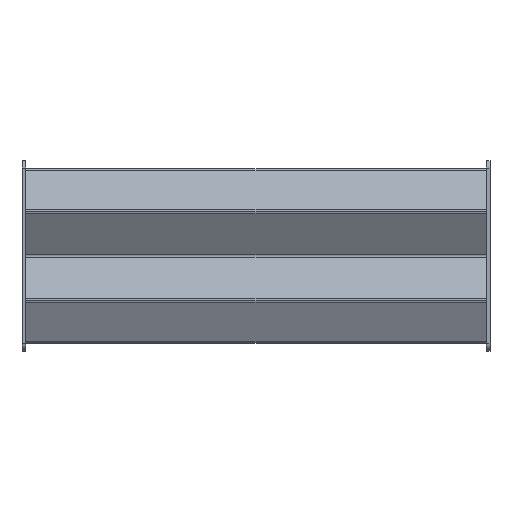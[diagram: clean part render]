
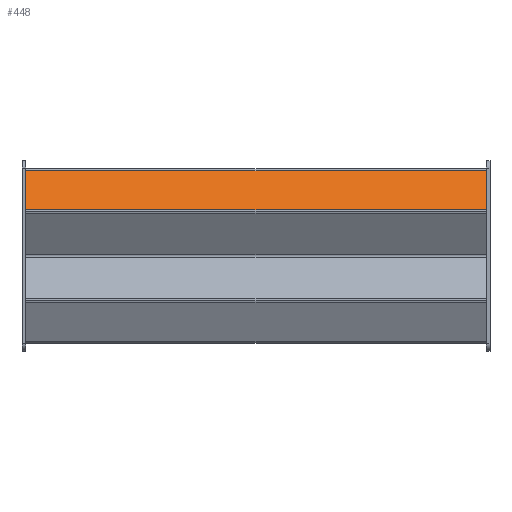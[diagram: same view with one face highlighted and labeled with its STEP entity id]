
A CAD part, top view. The second image highlights one B-rep face of the part: STEP entity #448.
In plain terms, the highlighted planar face has unit normal (0, 0.454, 0.891).
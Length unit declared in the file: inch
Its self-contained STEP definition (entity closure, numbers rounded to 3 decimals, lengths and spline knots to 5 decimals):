
#7 = VERTEX_POINT ( 'NONE', #1197 ) ;
#42 = DIRECTION ( 'NONE',  ( 0., -0.891, 0.454 ) ) ;
#111 = VERTEX_POINT ( 'NONE', #2287 ) ;
#147 = VERTEX_POINT ( 'NONE', #2114 ) ;
#172 = DIRECTION ( 'NONE',  ( 0., -0.891, 0.454 ) ) ;
#399 = ORIENTED_EDGE ( 'NONE', *, *, #1224, .F. ) ;
#424 = DIRECTION ( 'NONE',  ( -1., 0., 0. ) ) ;
#448 = ADVANCED_FACE ( 'NONE', ( #973 ), #1695, .F. ) ;
#509 = VECTOR ( 'NONE', #424, 39.37008 ) ;
#576 = CARTESIAN_POINT ( 'NONE',  ( 15.75, 5.81805, 0.54853 ) ) ;
#820 = CARTESIAN_POINT ( 'NONE',  ( 15.75, 5.96875, 0.47174 ) ) ;
#973 = FACE_OUTER_BOUND ( 'NONE', #1764, .T. ) ;
#978 = EDGE_CURVE ( 'NONE', #1236, #147, #1320, .T. ) ;
#991 = DIRECTION ( 'NONE',  ( 0., -0.454, -0.891 ) ) ;
#1004 = EDGE_CURVE ( 'NONE', #147, #111, #2245, .T. ) ;
#1157 = ORIENTED_EDGE ( 'NONE', *, *, #978, .T. ) ;
#1166 = DIRECTION ( 'NONE',  ( 0., 0.891, -0.454 ) ) ;
#1179 = ORIENTED_EDGE ( 'NONE', *, *, #1666, .F. ) ;
#1197 = CARTESIAN_POINT ( 'NONE',  ( 15.75, 3.17319, 1.89615 ) ) ;
#1224 = EDGE_CURVE ( 'NONE', #1236, #7, #1630, .T. ) ;
#1236 = VERTEX_POINT ( 'NONE', #576 ) ;
#1254 = VECTOR ( 'NONE', #42, 39.37008 ) ;
#1320 = LINE ( 'NONE', #2013, #509 ) ;
#1422 = DIRECTION ( 'NONE',  ( -1., 0., 0. ) ) ;
#1553 = ORIENTED_EDGE ( 'NONE', *, *, #1004, .T. ) ;
#1618 = LINE ( 'NONE', #1967, #2063 ) ;
#1630 = LINE ( 'NONE', #1943, #1254 ) ;
#1666 = EDGE_CURVE ( 'NONE', #7, #111, #1618, .T. ) ;
#1695 = PLANE ( 'NONE',  #1759 ) ;
#1759 = AXIS2_PLACEMENT_3D ( 'NONE', #820, #991, #1166 ) ;
#1764 = EDGE_LOOP ( 'NONE', ( #1553, #1179, #399, #1157 ) ) ;
#1943 = CARTESIAN_POINT ( 'NONE',  ( 15.75, 5.96875, 0.47174 ) ) ;
#1967 = CARTESIAN_POINT ( 'NONE',  ( 15.75, 3.17319, 1.89615 ) ) ;
#2013 = CARTESIAN_POINT ( 'NONE',  ( 15.75, 5.81805, 0.54853 ) ) ;
#2063 = VECTOR ( 'NONE', #1422, 39.37008 ) ;
#2114 = CARTESIAN_POINT ( 'NONE',  ( -15.75, 5.81805, 0.54853 ) ) ;
#2170 = VECTOR ( 'NONE', #172, 39.37008 ) ;
#2245 = LINE ( 'NONE', #2257, #2170 ) ;
#2257 = CARTESIAN_POINT ( 'NONE',  ( -15.75, 5.96875, 0.47174 ) ) ;
#2287 = CARTESIAN_POINT ( 'NONE',  ( -15.75, 3.17319, 1.89615 ) ) ;
